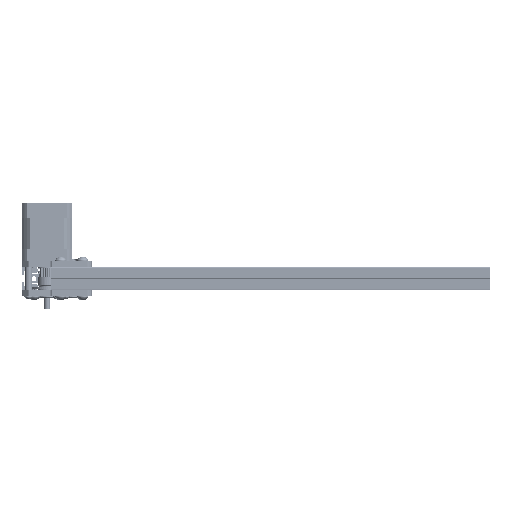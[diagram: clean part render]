
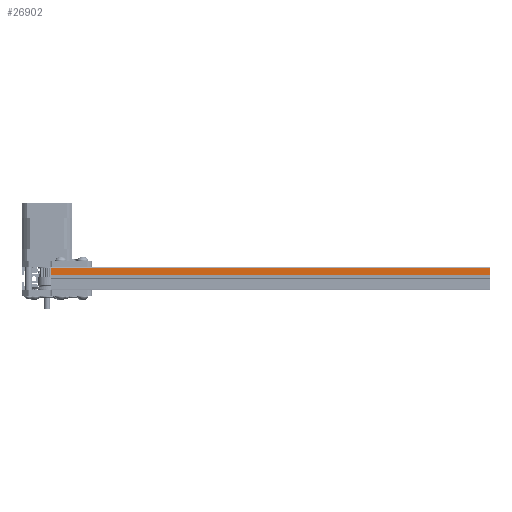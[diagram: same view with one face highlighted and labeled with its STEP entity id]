
A CAD part, left-side view. The second image highlights one B-rep face of the part: STEP entity #26902.
In plain terms, the highlighted face is planar.
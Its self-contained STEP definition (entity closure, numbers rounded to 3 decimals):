
#2044=PLANE('',#30441);
#4085=FACE_OUTER_BOUND('',#5827,.T.);
#5827=EDGE_LOOP('',(#25091,#25092,#25093,#25094));
#7966=LINE('',#49378,#10127);
#7967=LINE('',#49381,#10128);
#7968=LINE('',#49383,#10129);
#7969=LINE('',#49384,#10130);
#10127=VECTOR('',#38824,1000.);
#10128=VECTOR('',#38827,1000.);
#10129=VECTOR('',#38828,10.);
#10130=VECTOR('',#38829,1000.);
#14020=VERTEX_POINT('',#49374);
#14021=VERTEX_POINT('',#49376);
#14022=VERTEX_POINT('',#49380);
#14023=VERTEX_POINT('',#49382);
#17746=EDGE_CURVE('',#14021,#14020,#7966,.T.);
#17747=EDGE_CURVE('',#14020,#14022,#7967,.T.);
#17748=EDGE_CURVE('',#14021,#14023,#7968,.T.);
#17749=EDGE_CURVE('',#14023,#14022,#7969,.T.);
#25091=ORIENTED_EDGE('',*,*,#17747,.F.);
#25092=ORIENTED_EDGE('',*,*,#17746,.F.);
#25093=ORIENTED_EDGE('',*,*,#17748,.T.);
#25094=ORIENTED_EDGE('',*,*,#17749,.T.);
#26902=ADVANCED_FACE('',(#4085),#2044,.T.);
#30441=AXIS2_PLACEMENT_3D('',#49379,#38825,#38826);
#38824=DIRECTION('',(0.,0.,1.));
#38825=DIRECTION('center_axis',(0.,1.,0.));
#38826=DIRECTION('ref_axis',(0.,0.,1.));
#38827=DIRECTION('',(-1.,0.,0.));
#38828=DIRECTION('',(-1.,0.,0.));
#38829=DIRECTION('',(0.,0.,1.));
#49374=CARTESIAN_POINT('',(-3.,10.,20.));
#49376=CARTESIAN_POINT('',(-3.,10.,-350.));
#49378=CARTESIAN_POINT('',(-3.,10.,-200.));
#49379=CARTESIAN_POINT('Origin',(-3.,10.,-200.));
#49380=CARTESIAN_POINT('',(-9.,10.,20.));
#49381=CARTESIAN_POINT('',(-3.,10.,20.));
#49382=CARTESIAN_POINT('',(-9.,10.,-350.));
#49383=CARTESIAN_POINT('',(-6.,10.,-350.));
#49384=CARTESIAN_POINT('',(-9.,10.,-200.));
